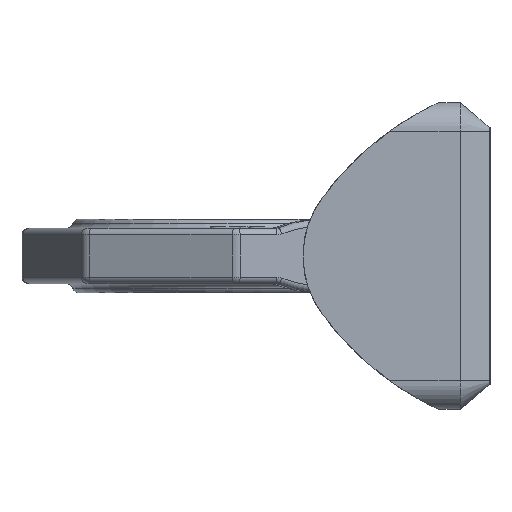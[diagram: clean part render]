
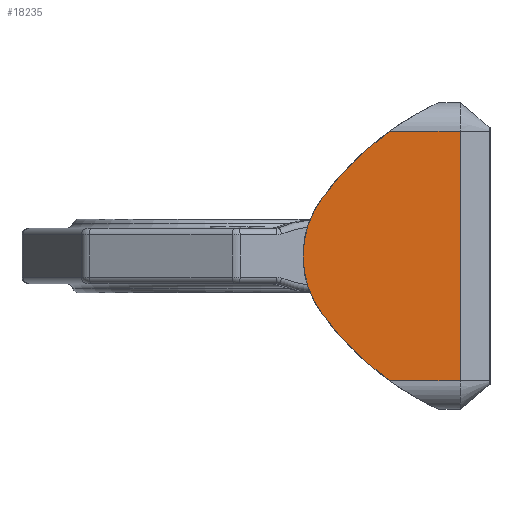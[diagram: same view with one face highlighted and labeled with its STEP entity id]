
A CAD part, left-side view. The second image highlights one B-rep face of the part: STEP entity #18235.
In plain terms, the highlighted face is planar.
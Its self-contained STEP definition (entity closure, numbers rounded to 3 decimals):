
#16233=CARTESIAN_POINT('',(-125.161,-78.11,175.));
#16234=DIRECTION('',(0.,0.,-1.));
#16235=DIRECTION('',(0.59,0.807,0.));
#16236=AXIS2_PLACEMENT_3D('',#16233,#16234,#16235);
#16238=DIRECTION('',(0.,-1.,0.));
#16239=VECTOR('',#16238,73.828);
#16240=CARTESIAN_POINT('',(130.,104.889,175.));
#16241=LINE('',#16240,#16239);
#16242=DIRECTION('',(0.,-1.,0.));
#16243=VECTOR('',#16242,73.828);
#16244=CARTESIAN_POINT('',(-130.,104.889,175.));
#16245=LINE('',#16244,#16243);
#16246=CARTESIAN_POINT('',(125.161,-78.11,175.));
#16247=DIRECTION('',(0.,0.,1.));
#16248=DIRECTION('',(-0.59,0.807,0.));
#16249=AXIS2_PLACEMENT_3D('',#16246,#16247,#16248);
#16251=CARTESIAN_POINT('',(0.,93.,175.));
#16252=DIRECTION('',(0.,0.,1.));
#16253=DIRECTION('',(0.59,0.807,0.));
#16254=AXIS2_PLACEMENT_3D('',#16251,#16252,#16253);
#16279=CARTESIAN_POINT('',(-130.,104.889,175.));
#17208=DIRECTION('',(1.,0.,0.));
#17209=VECTOR('',#17208,260.);
#17210=CARTESIAN_POINT('',(-130.,31.061,175.));
#17211=LINE('',#17210,#17209);
#17288=CARTESIAN_POINT('',(130.,104.889,175.));
#17966=CARTESIAN_POINT('',(60.219,175.327,175.));
#17967=CARTESIAN_POINT('',(-60.219,175.327,175.));
#17968=VERTEX_POINT('',#17966);
#17969=VERTEX_POINT('',#17967);
#18156=VERTEX_POINT('',#16279);
#18157=VERTEX_POINT('',#17288);
#18170=CARTESIAN_POINT('',(-130.,31.061,175.));
#18171=VERTEX_POINT('',#18170);
#18186=CARTESIAN_POINT('',(130.,31.061,175.));
#18187=VERTEX_POINT('',#18186);
#18216=CARTESIAN_POINT('',(0.,0.,175.));
#18217=DIRECTION('',(0.,0.,1.));
#18218=DIRECTION('',(1.,0.,0.));
#18219=AXIS2_PLACEMENT_3D('',#18216,#18217,#18218);
#18220=PLANE('',#18219);
#18222=ORIENTED_EDGE('',*,*,#18221,.F.);
#18224=ORIENTED_EDGE('',*,*,#18223,.T.);
#18226=ORIENTED_EDGE('',*,*,#18225,.T.);
#18228=ORIENTED_EDGE('',*,*,#18227,.F.);
#18230=ORIENTED_EDGE('',*,*,#18229,.F.);
#18232=ORIENTED_EDGE('',*,*,#18231,.F.);
#18233=EDGE_LOOP('',(#18222,#18224,#18226,#18228,#18230,#18232));
#18234=FACE_OUTER_BOUND('',#18233,.F.);
#18235=ADVANCED_FACE('',(#18234),#18220,.T.);
#16237=CIRCLE('',#16236,314.);
#16250=CIRCLE('',#16249,314.);
#16255=CIRCLE('',#16254,102.);
#18221=EDGE_CURVE('',#17968,#17969,#16255,.T.);
#18223=EDGE_CURVE('',#17968,#18157,#16237,.T.);
#18225=EDGE_CURVE('',#18157,#18187,#16241,.T.);
#18227=EDGE_CURVE('',#18171,#18187,#17211,.T.);
#18229=EDGE_CURVE('',#18156,#18171,#16245,.T.);
#18231=EDGE_CURVE('',#17969,#18156,#16250,.T.);
